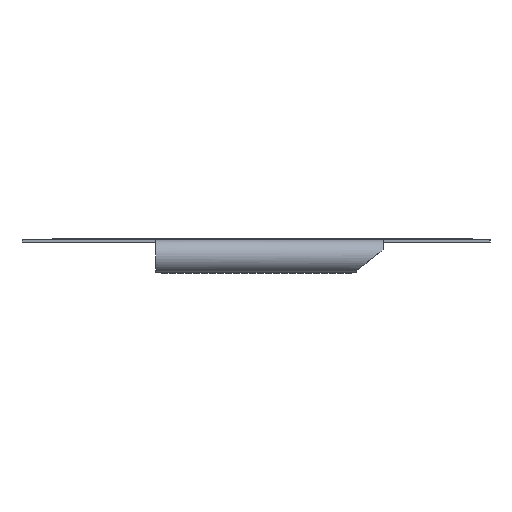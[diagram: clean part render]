
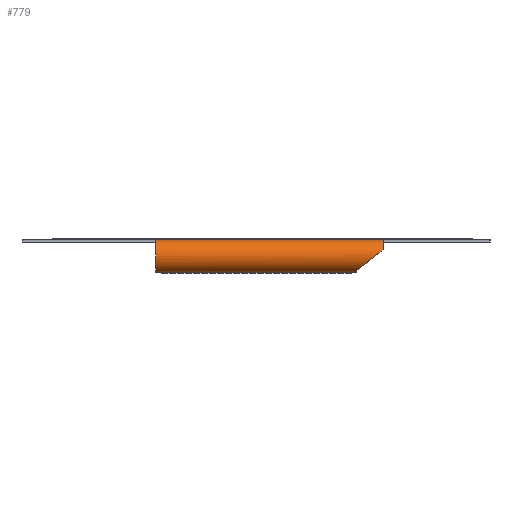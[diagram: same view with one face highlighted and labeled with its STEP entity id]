
A CAD part, left-side view. The second image highlights one B-rep face of the part: STEP entity #779.
In plain terms, the highlighted cylindrical face has radius 1.036 mm (diameter 2.072 mm), a partial arc.
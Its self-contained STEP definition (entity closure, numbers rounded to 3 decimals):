
#779 = ADVANCED_FACE('',(#780),#834,.T.);
#780 = FACE_BOUND('',#781,.T.);
#781 = EDGE_LOOP('',(#782,#793,#802,#811,#819,#828));
#782 = ORIENTED_EDGE('',*,*,#783,.F.);
#783 = EDGE_CURVE('',#784,#786,#788,.T.);
#784 = VERTEX_POINT('',#785);
#785 = CARTESIAN_POINT('',(-34.985,-6.261,-1.778));
#786 = VERTEX_POINT('',#787);
#787 = CARTESIAN_POINT('',(-34.671,-6.261,-1.888));
#788 = CIRCLE('',#789,1.036);
#789 = AXIS2_PLACEMENT_3D('',#790,#791,#792);
#790 = CARTESIAN_POINT('',(-34.49,-6.261,-0.868));
#791 = DIRECTION('',(0.,-1.,0.));
#792 = DIRECTION('',(1.,0.,0.));
#793 = ORIENTED_EDGE('',*,*,#794,.T.);
#794 = EDGE_CURVE('',#784,#795,#797,.T.);
#795 = VERTEX_POINT('',#796);
#796 = CARTESIAN_POINT('',(-35.447,-7.938,-0.47));
#797 = ELLIPSE('',#798,1.684,1.036);
#798 = AXIS2_PLACEMENT_3D('',#799,#800,#801);
#799 = CARTESIAN_POINT('',(-34.49,-7.427,
    -0.868));
#800 = DIRECTION('',(0.,0.615,0.788));
#801 = DIRECTION('',(0.,-0.788,0.615));
#802 = ORIENTED_EDGE('',*,*,#803,.T.);
#803 = EDGE_CURVE('',#795,#804,#806,.T.);
#804 = VERTEX_POINT('',#805);
#805 = CARTESIAN_POINT('',(-34.671,-7.938,0.152));
#806 = CIRCLE('',#807,1.036);
#807 = AXIS2_PLACEMENT_3D('',#808,#809,#810);
#808 = CARTESIAN_POINT('',(-34.49,-7.938,-0.868));
#809 = DIRECTION('',(0.,1.,0.));
#810 = DIRECTION('',(0.,-0.,1.));
#811 = ORIENTED_EDGE('',*,*,#812,.F.);
#812 = EDGE_CURVE('',#813,#804,#815,.T.);
#813 = VERTEX_POINT('',#814);
#814 = CARTESIAN_POINT('',(-34.671,6.261,0.152));
#815 = LINE('',#816,#817);
#816 = CARTESIAN_POINT('',(-34.671,14.618,0.152));
#817 = VECTOR('',#818,1.);
#818 = DIRECTION('',(0.,-1.,0.));
#819 = ORIENTED_EDGE('',*,*,#820,.F.);
#820 = EDGE_CURVE('',#821,#813,#823,.T.);
#821 = VERTEX_POINT('',#822);
#822 = CARTESIAN_POINT('',(-34.671,6.261,-1.888));
#823 = CIRCLE('',#824,1.036);
#824 = AXIS2_PLACEMENT_3D('',#825,#826,#827);
#825 = CARTESIAN_POINT('',(-34.49,6.261,-0.868));
#826 = DIRECTION('',(0.,1.,0.));
#827 = DIRECTION('',(-1.,0.,0.));
#828 = ORIENTED_EDGE('',*,*,#829,.T.);
#829 = EDGE_CURVE('',#821,#786,#830,.T.);
#830 = LINE('',#831,#832);
#831 = CARTESIAN_POINT('',(-34.671,14.618,-1.888));
#832 = VECTOR('',#833,1.);
#833 = DIRECTION('',(0.,-1.,0.));
#834 = CYLINDRICAL_SURFACE('',#835,1.036);
#835 = AXIS2_PLACEMENT_3D('',#836,#837,#838);
#836 = CARTESIAN_POINT('',(-34.49,14.618,-0.868));
#837 = DIRECTION('',(0.,-1.,0.));
#838 = DIRECTION('',(0.,0.,-1.));
